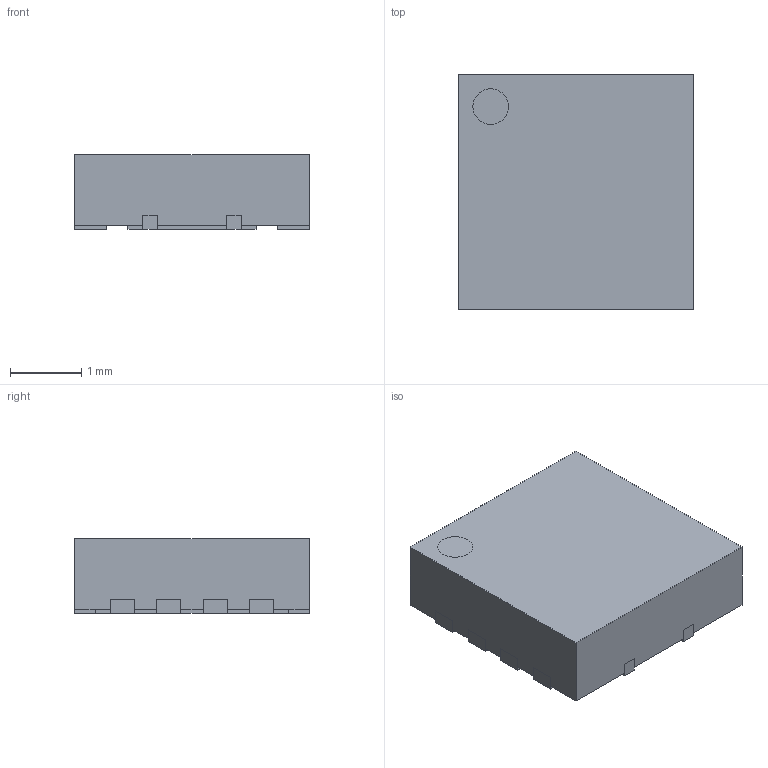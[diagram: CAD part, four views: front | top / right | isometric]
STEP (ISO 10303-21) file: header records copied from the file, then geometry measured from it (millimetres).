
FILE_DESCRIPTION (( 'STEP AP214' ), '1' );
FILE_NAME ('CSD87333Q3D.STEP', '2022-07-08T15:38:26', ( '' ), ( '' ), 'SwSTEP 2.0', 'SolidWorks 2018', '' );
FILE_SCHEMA (( 'AUTOMOTIVE_DESIGN' ));
Length unit declared in the file: millimetre
Products named in the file (4): CSD87333Q3D; FRAME-DPB0008A.stp; CSD87333Q3D.stp; BODY-SON.stp
Assembly tree (3 placements, depth 3):
  CSD87333Q3D
    CSD87333Q3D.stp
      BODY-SON.stp
      FRAME-DPB0008A.stp
Bounding box: 3.3 x 3.3 x 1.05 mm (x, y, z)
Volume: 11.2 mm3; surface area: 58.4 mm2
Topology: 9 solids, 9 shells, 153 faces, 402 edges, 268 vertices
Faces by surface type: plane 151, cylinder 2
Entity records: 4940 total; most frequent: CARTESIAN_POINT 830, ORIENTED_EDGE 804, DIRECTION 726, EDGE_CURVE 402, VECTOR 398, LINE 398, VERTEX_POINT 268, AXIS2_PLACEMENT_3D 164
